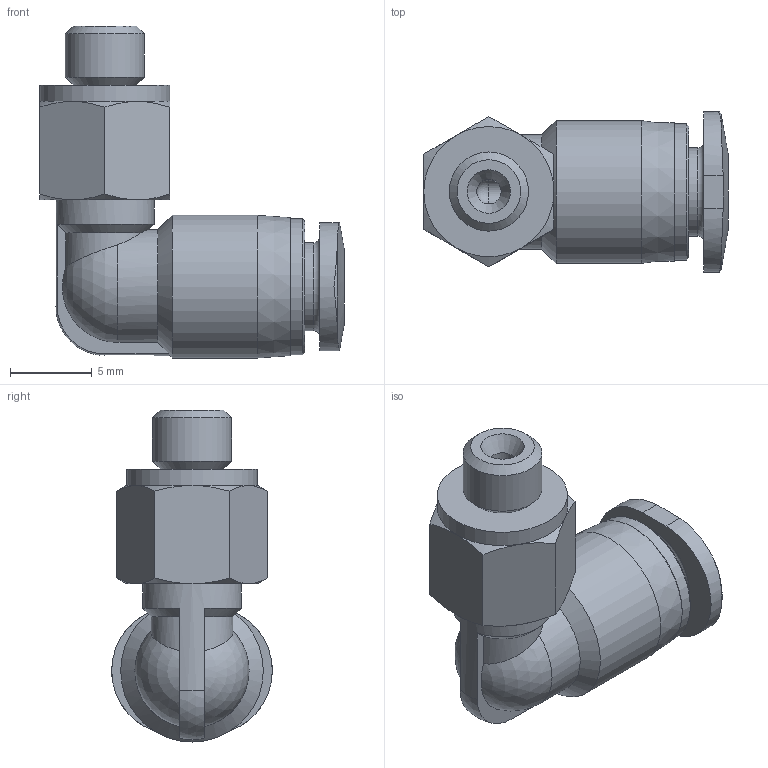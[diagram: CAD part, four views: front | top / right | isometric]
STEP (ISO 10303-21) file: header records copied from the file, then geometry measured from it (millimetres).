
FILE_DESCRIPTION(/* description */ ('STEP AP214'),/* implementation_level */ '2;1');
FILE_NAME(/* name */ '572308_QBML-10-32-UNF-5_32-U',/* time_stamp */ '2024-09-14T03:33:41+02:00',/* author */ ('License CC BY-ND 4.0'),/* organization */ ('CADENAS'),/* preprocessor_version */ 'ST-DEVELOPER v19.3',/* originating_system */ 'PARTsolutions',/* authorisation */ ' ');
FILE_SCHEMA (('AUTOMOTIVE_DESIGN {1 0 10303 214 3 1 1}'));
Length unit declared in the file: millimetre
Products named in the file (1): 572308 QBML-10-32-UNF-5/32-U
Bounding box: 18.57 x 9.8 x 20.25 mm (x, y, z)
Volume: 1133.1 mm3; surface area: 1160 mm2
Topology: 1 solids, 1 shells, 60 faces, 141 edges, 87 vertices
Faces by surface type: cone 20, plane 17, cylinder 15, torus 4, sphere 4
Full cylindrical faces by diameter (mm): 1.5 x2, 3.969 x1, 4.826 x1, 5.369 x1, 6 x1, 7.938 x1, 8.3 x1, 8.7 x1
Entity records: 2056 total; most frequent: CARTESIAN_POINT 393, DIRECTION 246, ORIENTED_EDGE 232, EDGE_CURVE 116, AXIS2_PLACEMENT_3D 113, EDGE_LOOP 85, FACE_BOUND 85, VERTEX_POINT 81
